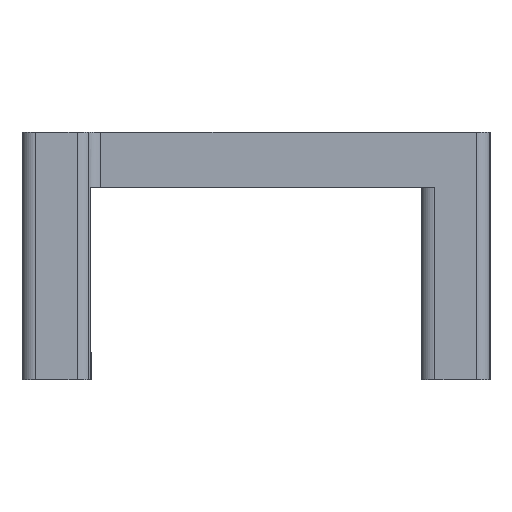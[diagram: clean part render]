
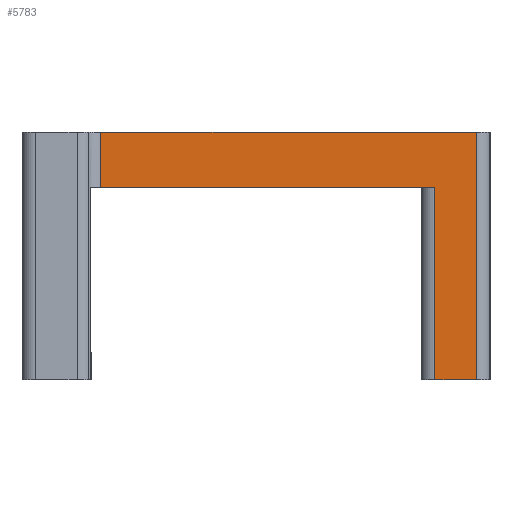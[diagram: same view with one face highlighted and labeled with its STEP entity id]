
A CAD part, left-side view. The second image highlights one B-rep face of the part: STEP entity #5783.
In plain terms, the highlighted planar face has unit normal (-1, 0, 0).
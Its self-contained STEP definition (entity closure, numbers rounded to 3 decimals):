
#34=PLANE('',#6138);
#180=FACE_OUTER_BOUND('',#456,.T.);
#456=EDGE_LOOP('',(#4042,#4043,#4044,#4045,#4046,#4047));
#830=LINE('',#8599,#1492);
#862=LINE('',#8703,#1524);
#865=LINE('',#8711,#1527);
#866=LINE('',#8713,#1528);
#867=LINE('',#8715,#1529);
#868=LINE('',#8716,#1530);
#1492=VECTOR('',#6795,10.);
#1524=VECTOR('',#6873,10.);
#1527=VECTOR('',#6880,10.);
#1528=VECTOR('',#6881,10.);
#1529=VECTOR('',#6882,10.);
#1530=VECTOR('',#6883,10.);
#2456=VERTEX_POINT('',#8596);
#2457=VERTEX_POINT('',#8598);
#2506=VERTEX_POINT('',#8701);
#2509=VERTEX_POINT('',#8710);
#2510=VERTEX_POINT('',#8712);
#2511=VERTEX_POINT('',#8714);
#3066=EDGE_CURVE('',#2456,#2457,#830,.T.);
#3118=EDGE_CURVE('',#2506,#2456,#862,.T.);
#3122=EDGE_CURVE('',#2506,#2509,#865,.T.);
#3123=EDGE_CURVE('',#2510,#2509,#866,.T.);
#3124=EDGE_CURVE('',#2511,#2510,#867,.T.);
#3125=EDGE_CURVE('',#2457,#2511,#868,.T.);
#4042=ORIENTED_EDGE('',*,*,#3118,.F.);
#4043=ORIENTED_EDGE('',*,*,#3122,.T.);
#4044=ORIENTED_EDGE('',*,*,#3123,.F.);
#4045=ORIENTED_EDGE('',*,*,#3124,.F.);
#4046=ORIENTED_EDGE('',*,*,#3125,.F.);
#4047=ORIENTED_EDGE('',*,*,#3066,.F.);
#5783=ADVANCED_FACE('',(#180),#34,.T.);
#6138=AXIS2_PLACEMENT_3D('',#8709,#6878,#6879);
#6795=DIRECTION('',(0.,-1.,0.));
#6873=DIRECTION('',(0.,0.,1.));
#6878=DIRECTION('center_axis',(-1.,0.,0.));
#6879=DIRECTION('ref_axis',(0.,-1.,0.));
#6880=DIRECTION('',(0.,-1.,0.));
#6881=DIRECTION('',(0.,0.,1.));
#6882=DIRECTION('',(0.,1.,0.));
#6883=DIRECTION('',(0.,0.,-1.));
#8596=CARTESIAN_POINT('',(0.,11.634,2.));
#8598=CARTESIAN_POINT('',(0.,-2.,2.));
#8599=CARTESIAN_POINT('',(0.,12.,2.));
#8701=CARTESIAN_POINT('',(0.,11.634,0.));
#8703=CARTESIAN_POINT('',(0.,11.634,0.));
#8709=CARTESIAN_POINT('Origin',(0.,12.,0.));
#8710=CARTESIAN_POINT('',(0.,-0.5,0.));
#8711=CARTESIAN_POINT('',(0.,12.,0.));
#8712=CARTESIAN_POINT('',(0.,-0.5,-7.));
#8713=CARTESIAN_POINT('',(0.,-0.5,0.));
#8714=CARTESIAN_POINT('',(0.,-2.,-7.));
#8715=CARTESIAN_POINT('',(0.,12.,-7.));
#8716=CARTESIAN_POINT('',(0.,-2.,0.));
